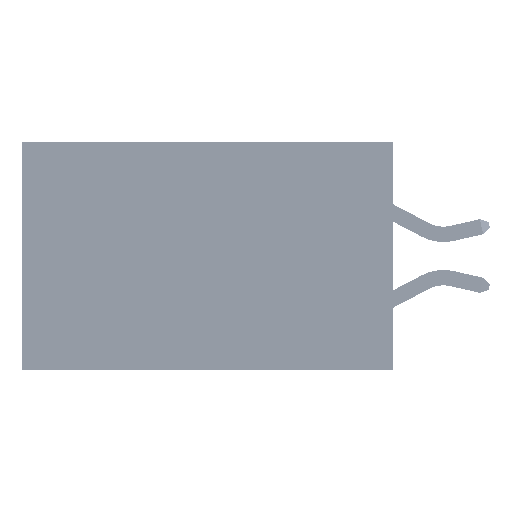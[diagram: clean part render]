
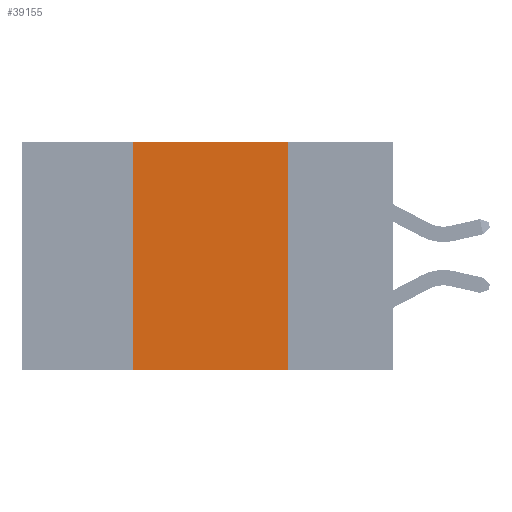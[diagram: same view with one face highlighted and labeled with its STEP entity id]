
A CAD part, left-side view. The second image highlights one B-rep face of the part: STEP entity #39155.
In plain terms, the highlighted planar face has unit normal (-1, 0, 0).
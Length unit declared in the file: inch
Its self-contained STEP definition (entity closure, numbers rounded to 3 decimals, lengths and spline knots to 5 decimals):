
#1158 = DIRECTION ( 'NONE',  ( 0., -1., 0. ) ) ;
#2491 = VECTOR ( 'NONE', #1158, 39.37008 ) ;
#3596 = VERTEX_POINT ( 'NONE', #13079 ) ;
#4695 = LINE ( 'NONE', #38974, #50085 ) ;
#6148 = CARTESIAN_POINT ( 'NONE',  ( 0., 0.17, 0. ) ) ;
#6289 = PLANE ( 'NONE',  #21711 ) ;
#7300 = CARTESIAN_POINT ( 'NONE',  ( 0., 0.42, 0. ) ) ;
#7423 = DIRECTION ( 'NONE',  ( 0., 0., -1. ) ) ;
#8694 = CARTESIAN_POINT ( 'NONE',  ( 0., 0.17, -0.37 ) ) ;
#10302 = ORIENTED_EDGE ( 'NONE', *, *, #15019, .F. ) ;
#10731 = VECTOR ( 'NONE', #45099, 39.37008 ) ;
#11218 = ORIENTED_EDGE ( 'NONE', *, *, #18128, .F. ) ;
#11238 = VECTOR ( 'NONE', #23629, 39.37008 ) ;
#11679 = LINE ( 'NONE', #24604, #2491 ) ;
#13079 = CARTESIAN_POINT ( 'NONE',  ( 0., 0.42, -0.37 ) ) ;
#13143 = ORIENTED_EDGE ( 'NONE', *, *, #45204, .T. ) ;
#15019 = EDGE_CURVE ( 'NONE', #3596, #24517, #21247, .T. ) ;
#15442 = DIRECTION ( 'NONE',  ( 0., 0., -1. ) ) ;
#15523 = LINE ( 'NONE', #32604, #11238 ) ;
#15948 = FACE_OUTER_BOUND ( 'NONE', #33835, .T. ) ;
#18128 = EDGE_CURVE ( 'NONE', #24517, #36899, #11679, .T. ) ;
#21247 = LINE ( 'NONE', #44751, #10731 ) ;
#21711 = AXIS2_PLACEMENT_3D ( 'NONE', #30793, #42449, #7423 ) ;
#23629 = DIRECTION ( 'NONE',  ( 0., -1., 0. ) ) ;
#24517 = VERTEX_POINT ( 'NONE', #7300 ) ;
#24604 = CARTESIAN_POINT ( 'NONE',  ( 0., 0.6, 0. ) ) ;
#25733 = ORIENTED_EDGE ( 'NONE', *, *, #41241, .F. ) ;
#30793 = CARTESIAN_POINT ( 'NONE',  ( 0., 0.6, 0. ) ) ;
#32604 = CARTESIAN_POINT ( 'NONE',  ( 0., 0.6, -0.37 ) ) ;
#33835 = EDGE_LOOP ( 'NONE', ( #25733, #11218, #10302, #13143 ) ) ;
#33884 = VERTEX_POINT ( 'NONE', #8694 ) ;
#36899 = VERTEX_POINT ( 'NONE', #6148 ) ;
#38974 = CARTESIAN_POINT ( 'NONE',  ( 0., 0.17, 0. ) ) ;
#39155 = ADVANCED_FACE ( 'NONE', ( #15948 ), #6289, .F. ) ;
#41241 = EDGE_CURVE ( 'NONE', #36899, #33884, #4695, .T. ) ;
#42449 = DIRECTION ( 'NONE',  ( 1., 0., 0. ) ) ;
#44751 = CARTESIAN_POINT ( 'NONE',  ( 0., 0.42, 0. ) ) ;
#45099 = DIRECTION ( 'NONE',  ( 0., 0., 1. ) ) ;
#45204 = EDGE_CURVE ( 'NONE', #3596, #33884, #15523, .T. ) ;
#50085 = VECTOR ( 'NONE', #15442, 39.37008 ) ;
